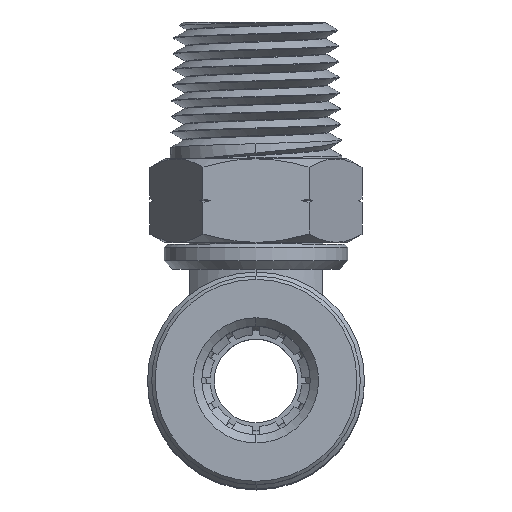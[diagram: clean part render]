
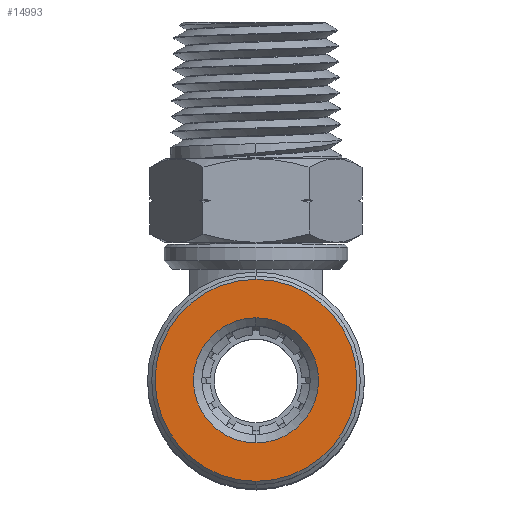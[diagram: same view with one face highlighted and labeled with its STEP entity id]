
A CAD part, top view. The second image highlights one B-rep face of the part: STEP entity #14993.
In plain terms, the highlighted planar face has unit normal (0, 0, 1).
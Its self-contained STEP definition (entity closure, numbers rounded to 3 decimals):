
#2 = CIRCLE ( 'NONE', #31882, 3.75 ) ;
#42 = EDGE_CURVE ( 'NONE', #38964, #13744, #10784, .T. ) ;
#400 = ORIENTED_EDGE ( 'NONE', *, *, #18390, .T. ) ;
#3041 = CARTESIAN_POINT ( 'NONE',  ( 0., 6.05, 15.706 ) ) ;
#5026 = AXIS2_PLACEMENT_3D ( 'NONE', #16143, #38685, #19399 ) ;
#5343 = FACE_OUTER_BOUND ( 'NONE', #20170, .T. ) ;
#7122 = CARTESIAN_POINT ( 'NONE',  ( 0., 0., 15.706 ) ) ;
#8393 = CARTESIAN_POINT ( 'NONE',  ( 0., -6.05, 15.706 ) ) ;
#8991 = DIRECTION ( 'NONE',  ( 0., 0., 1. ) ) ;
#9951 = VERTEX_POINT ( 'NONE', #19487 ) ;
#10336 = DIRECTION ( 'NONE',  ( 0., -1., 0. ) ) ;
#10784 = CIRCLE ( 'NONE', #5026, 6.05 ) ;
#12000 = ORIENTED_EDGE ( 'NONE', *, *, #15004, .T. ) ;
#13744 = VERTEX_POINT ( 'NONE', #8393 ) ;
#14505 = ORIENTED_EDGE ( 'NONE', *, *, #16948, .T. ) ;
#14993 = ADVANCED_FACE ( 'NONE', ( #38561, #5343 ), #28913, .T. ) ;
#15004 = EDGE_CURVE ( 'NONE', #16196, #9951, #27519, .T. ) ;
#15234 = AXIS2_PLACEMENT_3D ( 'NONE', #28213, #8991, #31497 ) ;
#16143 = CARTESIAN_POINT ( 'NONE',  ( 0., 0., 15.706 ) ) ;
#16196 = VERTEX_POINT ( 'NONE', #34180 ) ;
#16261 = DIRECTION ( 'NONE',  ( 0., 0., 1. ) ) ;
#16393 = DIRECTION ( 'NONE',  ( 0., 0., -1. ) ) ;
#16948 = EDGE_CURVE ( 'NONE', #9951, #16196, #2, .T. ) ;
#18390 = EDGE_CURVE ( 'NONE', #13744, #38964, #35852, .T. ) ;
#19399 = DIRECTION ( 'NONE',  ( 0., 1., 0. ) ) ;
#19487 = CARTESIAN_POINT ( 'NONE',  ( 0., -3.75, 15.706 ) ) ;
#20170 = EDGE_LOOP ( 'NONE', ( #36188, #400 ) ) ;
#21232 = EDGE_LOOP ( 'NONE', ( #14505, #12000 ) ) ;
#27519 = CIRCLE ( 'NONE', #34370, 3.75 ) ;
#28213 = CARTESIAN_POINT ( 'NONE',  ( 0., 0., 15.706 ) ) ;
#28913 = PLANE ( 'NONE',  #36531 ) ;
#29594 = DIRECTION ( 'NONE',  ( 0., 0., -1. ) ) ;
#31497 = DIRECTION ( 'NONE',  ( 0., 1., 0. ) ) ;
#31882 = AXIS2_PLACEMENT_3D ( 'NONE', #7122, #29594, #10336 ) ;
#34180 = CARTESIAN_POINT ( 'NONE',  ( 0., 3.75, 15.706 ) ) ;
#34370 = AXIS2_PLACEMENT_3D ( 'NONE', #35718, #16393, #38950 ) ;
#35578 = CARTESIAN_POINT ( 'NONE',  ( 0., 0., 15.706 ) ) ;
#35718 = CARTESIAN_POINT ( 'NONE',  ( 0., 0., 15.706 ) ) ;
#35852 = CIRCLE ( 'NONE', #15234, 6.05 ) ;
#36188 = ORIENTED_EDGE ( 'NONE', *, *, #42, .T. ) ;
#36531 = AXIS2_PLACEMENT_3D ( 'NONE', #35578, #16261, #38801 ) ;
#38561 = FACE_BOUND ( 'NONE', #21232, .T. ) ;
#38685 = DIRECTION ( 'NONE',  ( 0., 0., 1. ) ) ;
#38801 = DIRECTION ( 'NONE',  ( 0., -1., 0. ) ) ;
#38950 = DIRECTION ( 'NONE',  ( 0., -1., 0. ) ) ;
#38964 = VERTEX_POINT ( 'NONE', #3041 ) ;
